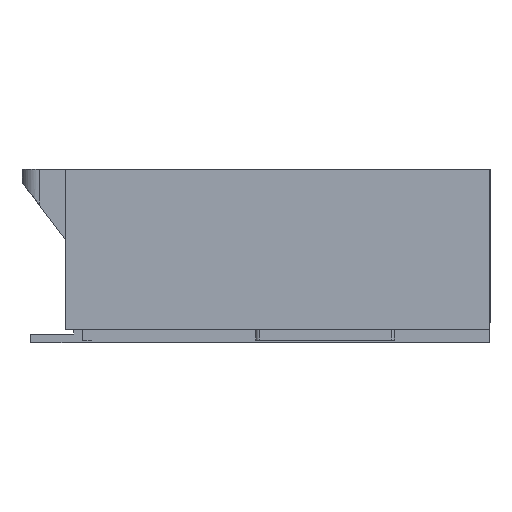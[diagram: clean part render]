
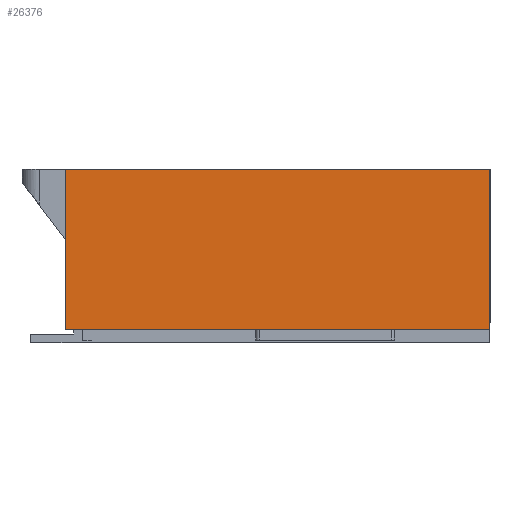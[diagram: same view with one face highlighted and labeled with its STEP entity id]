
A CAD part, left-side view. The second image highlights one B-rep face of the part: STEP entity #26376.
In plain terms, the highlighted planar face has unit normal (-1, 0, 0).
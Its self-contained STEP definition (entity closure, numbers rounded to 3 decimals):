
#943 = ORIENTED_EDGE ( 'NONE', *, *, #24661, .T. ) ;
#2353 = VERTEX_POINT ( 'NONE', #11501 ) ;
#2794 = VECTOR ( 'NONE', #18947, 1000. ) ;
#4488 = CARTESIAN_POINT ( 'NONE',  ( -9.25, -5.15, 0. ) ) ;
#5930 = VERTEX_POINT ( 'NONE', #16690 ) ;
#6498 = FACE_OUTER_BOUND ( 'NONE', #27927, .T. ) ;
#6508 = LINE ( 'NONE', #28330, #6727 ) ;
#6727 = VECTOR ( 'NONE', #28559, 1000. ) ;
#9849 = DIRECTION ( 'NONE',  ( 1., 0., 0. ) ) ;
#11501 = CARTESIAN_POINT ( 'NONE',  ( -9.25, -0.25, 0.15 ) ) ;
#12040 = ORIENTED_EDGE ( 'NONE', *, *, #19065, .T. ) ;
#13120 = LINE ( 'NONE', #16445, #43951 ) ;
#14327 = CARTESIAN_POINT ( 'NONE',  ( -9.25, -0.25, 2. ) ) ;
#16445 = CARTESIAN_POINT ( 'NONE',  ( -9.25, -0.25, 0.15 ) ) ;
#16690 = CARTESIAN_POINT ( 'NONE',  ( -9.25, -5.15, 2. ) ) ;
#18134 = VERTEX_POINT ( 'NONE', #32703 ) ;
#18841 = CARTESIAN_POINT ( 'NONE',  ( -9.25, -0.25, 0. ) ) ;
#18947 = DIRECTION ( 'NONE',  ( 0., 0., 1. ) ) ;
#19065 = EDGE_CURVE ( 'NONE', #2353, #18134, #13120, .T. ) ;
#22378 = DIRECTION ( 'NONE',  ( 0., 0., -1. ) ) ;
#24263 = PLANE ( 'NONE',  #40408 ) ;
#24487 = CARTESIAN_POINT ( 'NONE',  ( -9.25, 0., 0. ) ) ;
#24661 = EDGE_CURVE ( 'NONE', #18134, #5930, #36936, .T. ) ;
#25289 = VERTEX_POINT ( 'NONE', #14327 ) ;
#26376 = ADVANCED_FACE ( 'NONE', ( #6498 ), #24263, .F. ) ;
#26401 = LINE ( 'NONE', #18841, #29809 ) ;
#27927 = EDGE_LOOP ( 'NONE', ( #12040, #943, #45745, #36983 ) ) ;
#28330 = CARTESIAN_POINT ( 'NONE',  ( -9.25, -5.15, 2. ) ) ;
#28559 = DIRECTION ( 'NONE',  ( 0., 1., 0. ) ) ;
#29809 = VECTOR ( 'NONE', #22378, 1000. ) ;
#32703 = CARTESIAN_POINT ( 'NONE',  ( -9.25, -5.15, 0.15 ) ) ;
#34265 = EDGE_CURVE ( 'NONE', #5930, #25289, #6508, .T. ) ;
#34447 = DIRECTION ( 'NONE',  ( 0., 1., 0. ) ) ;
#34835 = DIRECTION ( 'NONE',  ( 0., -1., 0. ) ) ;
#36936 = LINE ( 'NONE', #4488, #2794 ) ;
#36983 = ORIENTED_EDGE ( 'NONE', *, *, #41902, .T. ) ;
#40408 = AXIS2_PLACEMENT_3D ( 'NONE', #24487, #9849, #34447 ) ;
#41902 = EDGE_CURVE ( 'NONE', #25289, #2353, #26401, .T. ) ;
#43951 = VECTOR ( 'NONE', #34835, 1000. ) ;
#45745 = ORIENTED_EDGE ( 'NONE', *, *, #34265, .T. ) ;
